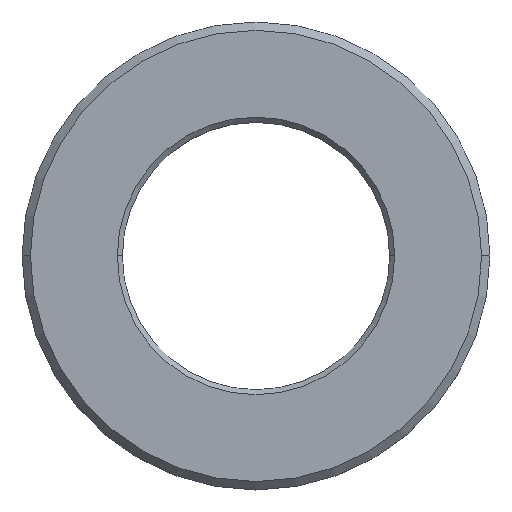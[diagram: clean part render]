
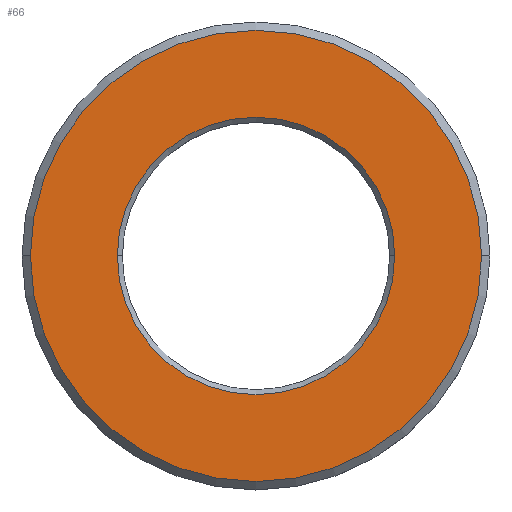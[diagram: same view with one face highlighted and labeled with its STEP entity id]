
A CAD part, top view. The second image highlights one B-rep face of the part: STEP entity #66.
In plain terms, the highlighted planar face has unit normal (0, 0, 1).
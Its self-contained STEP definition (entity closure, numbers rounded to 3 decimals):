
#24 = EDGE_CURVE ( 'NONE', #123, #176, #363, .T. ) ;
#25 = EDGE_CURVE ( 'NONE', #176, #123, #384, .T. ) ;
#27 = EDGE_CURVE ( 'NONE', #112, #147, #355, .T. ) ;
#38 = EDGE_CURVE ( 'NONE', #147, #112, #296, .T. ) ;
#66 = ADVANCED_FACE ( 'NONE', ( #115, #105 ), #587, .T. ) ;
#105 = FACE_BOUND ( 'NONE', #244, .T. ) ;
#112 = VERTEX_POINT ( 'NONE', #578 ) ;
#115 = FACE_OUTER_BOUND ( 'NONE', #240, .T. ) ;
#123 = VERTEX_POINT ( 'NONE', #626 ) ;
#147 = VERTEX_POINT ( 'NONE', #599 ) ;
#176 = VERTEX_POINT ( 'NONE', #630 ) ;
#216 = ORIENTED_EDGE ( 'NONE', *, *, #25, .T. ) ;
#240 = EDGE_LOOP ( 'NONE', ( #263, #261 ) ) ;
#244 = EDGE_LOOP ( 'NONE', ( #216, #266 ) ) ;
#261 = ORIENTED_EDGE ( 'NONE', *, *, #27, .T. ) ;
#263 = ORIENTED_EDGE ( 'NONE', *, *, #38, .T. ) ;
#266 = ORIENTED_EDGE ( 'NONE', *, *, #24, .T. ) ;
#289 = AXIS2_PLACEMENT_3D ( 'NONE', #631, #597, #575 ) ;
#294 = AXIS2_PLACEMENT_3D ( 'NONE', #454, #450, #472 ) ;
#296 = CIRCLE ( 'NONE', #294, 13.5 ) ;
#355 = CIRCLE ( 'NONE', #372, 13.5 ) ;
#356 = AXIS2_PLACEMENT_3D ( 'NONE', #517, #513, #514 ) ;
#363 = CIRCLE ( 'NONE', #382, 8.3 ) ;
#372 = AXIS2_PLACEMENT_3D ( 'NONE', #511, #512, #506 ) ;
#382 = AXIS2_PLACEMENT_3D ( 'NONE', #518, #519, #516 ) ;
#384 = CIRCLE ( 'NONE', #356, 8.3 ) ;
#450 = DIRECTION ( 'NONE',  ( 0., 0., 1. ) ) ;
#454 = CARTESIAN_POINT ( 'NONE',  ( 0., 0., 0. ) ) ;
#472 = DIRECTION ( 'NONE',  ( 1., 0., 0. ) ) ;
#506 = DIRECTION ( 'NONE',  ( 1., 0., 0. ) ) ;
#511 = CARTESIAN_POINT ( 'NONE',  ( 0., 0., 0. ) ) ;
#512 = DIRECTION ( 'NONE',  ( 0., 0., 1. ) ) ;
#513 = DIRECTION ( 'NONE',  ( 0., 0., -1. ) ) ;
#514 = DIRECTION ( 'NONE',  ( 1., 0., 0. ) ) ;
#516 = DIRECTION ( 'NONE',  ( 1., 0., 0. ) ) ;
#517 = CARTESIAN_POINT ( 'NONE',  ( 0., 0., 0. ) ) ;
#518 = CARTESIAN_POINT ( 'NONE',  ( 0., 0., 0. ) ) ;
#519 = DIRECTION ( 'NONE',  ( 0., 0., -1. ) ) ;
#575 = DIRECTION ( 'NONE',  ( 1., 0., 0. ) ) ;
#578 = CARTESIAN_POINT ( 'NONE',  ( 13.5, 0., 0. ) ) ;
#587 = PLANE ( 'NONE',  #289 ) ;
#597 = DIRECTION ( 'NONE',  ( 0., 0., 1. ) ) ;
#599 = CARTESIAN_POINT ( 'NONE',  ( -13.5, 0., 0. ) ) ;
#626 = CARTESIAN_POINT ( 'NONE',  ( -8.3, 0., 0. ) ) ;
#630 = CARTESIAN_POINT ( 'NONE',  ( 8.3, 0., 0. ) ) ;
#631 = CARTESIAN_POINT ( 'NONE',  ( 0., 0., 0. ) ) ;
